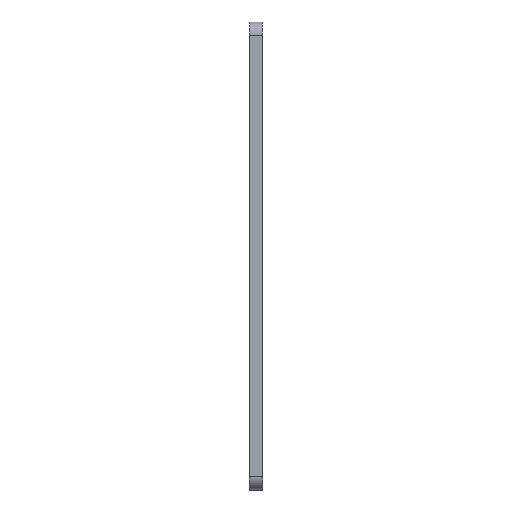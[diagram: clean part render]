
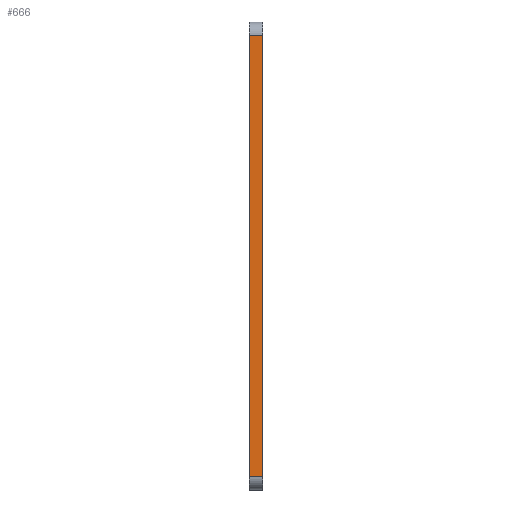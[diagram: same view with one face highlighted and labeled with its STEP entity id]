
A CAD part, left-side view. The second image highlights one B-rep face of the part: STEP entity #666.
In plain terms, the highlighted planar face has unit normal (-1, 0, 0).
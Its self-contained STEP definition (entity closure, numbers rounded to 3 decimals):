
#13 = CARTESIAN_POINT ( 'NONE',  ( -38.5, 2., -38.5 ) ) ;
#32 = EDGE_CURVE ( 'NONE', #941, #258, #590, .T. ) ;
#98 = DIRECTION ( 'NONE',  ( 0., -1., 0. ) ) ;
#118 = ORIENTED_EDGE ( 'NONE', *, *, #32, .T. ) ;
#166 = CARTESIAN_POINT ( 'NONE',  ( -38.5, 0., -36.5 ) ) ;
#191 = AXIS2_PLACEMENT_3D ( 'NONE', #13, #407, #707 ) ;
#196 = ORIENTED_EDGE ( 'NONE', *, *, #1086, .F. ) ;
#212 = PLANE ( 'NONE',  #191 ) ;
#258 = VERTEX_POINT ( 'NONE', #166 ) ;
#301 = LINE ( 'NONE', #597, #1169 ) ;
#303 = FACE_OUTER_BOUND ( 'NONE', #450, .T. ) ;
#331 = DIRECTION ( 'NONE',  ( 0., 1., 0. ) ) ;
#407 = DIRECTION ( 'NONE',  ( 1., 0., 0. ) ) ;
#449 = LINE ( 'NONE', #1244, #1268 ) ;
#450 = EDGE_LOOP ( 'NONE', ( #1140, #1070, #196, #118 ) ) ;
#478 = CARTESIAN_POINT ( 'NONE',  ( -38.5, 0., 29.5 ) ) ;
#534 = DIRECTION ( 'NONE',  ( 0., 0., 1. ) ) ;
#590 = LINE ( 'NONE', #1069, #1115 ) ;
#597 = CARTESIAN_POINT ( 'NONE',  ( -38.5, 2., -38.5 ) ) ;
#652 = EDGE_CURVE ( 'NONE', #258, #884, #810, .T. ) ;
#666 = ADVANCED_FACE ( 'NONE', ( #303 ), #212, .F. ) ;
#705 = DIRECTION ( 'NONE',  ( 0., 0., 1. ) ) ;
#707 = DIRECTION ( 'NONE',  ( 0., 0., -1. ) ) ;
#810 = LINE ( 'NONE', #899, #1159 ) ;
#884 = VERTEX_POINT ( 'NONE', #478 ) ;
#899 = CARTESIAN_POINT ( 'NONE',  ( -38.5, 0., -38.5 ) ) ;
#941 = VERTEX_POINT ( 'NONE', #1064 ) ;
#1021 = CARTESIAN_POINT ( 'NONE',  ( -38.5, 2., 29.5 ) ) ;
#1060 = VERTEX_POINT ( 'NONE', #1021 ) ;
#1064 = CARTESIAN_POINT ( 'NONE',  ( -38.5, 2., -36.5 ) ) ;
#1069 = CARTESIAN_POINT ( 'NONE',  ( -38.5, 2., -36.5 ) ) ;
#1070 = ORIENTED_EDGE ( 'NONE', *, *, #1120, .T. ) ;
#1086 = EDGE_CURVE ( 'NONE', #941, #1060, #301, .T. ) ;
#1115 = VECTOR ( 'NONE', #98, 1000. ) ;
#1120 = EDGE_CURVE ( 'NONE', #884, #1060, #449, .T. ) ;
#1140 = ORIENTED_EDGE ( 'NONE', *, *, #652, .T. ) ;
#1159 = VECTOR ( 'NONE', #534, 1000. ) ;
#1169 = VECTOR ( 'NONE', #705, 1000. ) ;
#1244 = CARTESIAN_POINT ( 'NONE',  ( -38.5, 2., 29.5 ) ) ;
#1268 = VECTOR ( 'NONE', #331, 1000. ) ;
